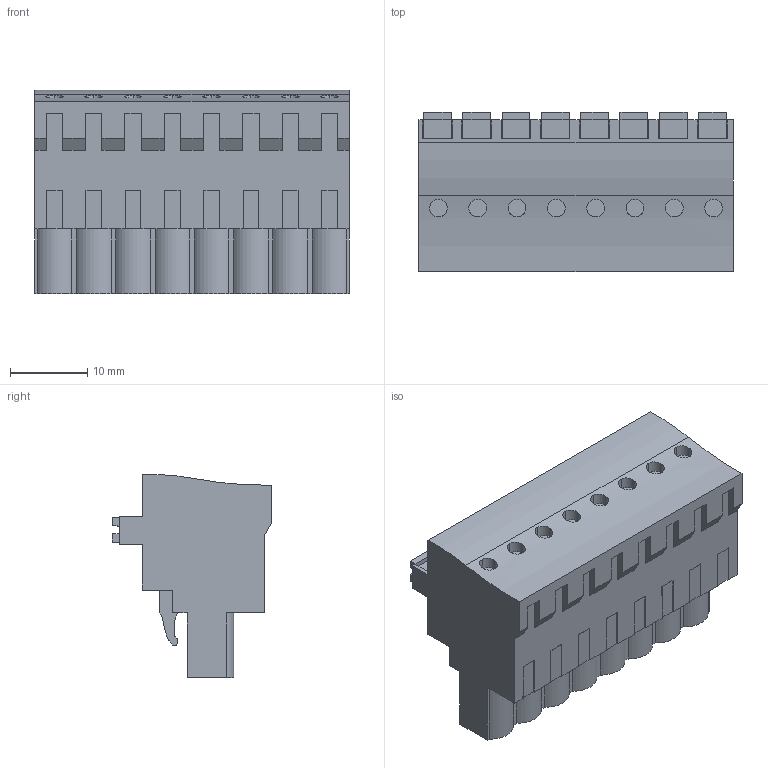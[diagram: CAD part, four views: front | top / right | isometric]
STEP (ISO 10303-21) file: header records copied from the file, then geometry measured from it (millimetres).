
FILE_DESCRIPTION(('CATIA V5 STEP Exchange','CAx-IF Rec.Pracs.--- Model Styling and Organization---1.2---2011-12-15'),'2;1');
FILE_NAME ('D1446170_0_1000090001_1000090001.stp','2017-09-08T12:13:13+00:00',('none'),('Weidmueller'),'CATIA Version 5-6 Release 2014','CATIA V5 STEP AP214','none');
FILE_SCHEMA(('AUTOMOTIVE_DESIGN { 1 0 10303 214 1 1 1 1 }'));
Length unit declared in the file: millimetre
Products named in the file (1): 1000090001
Bounding box: 40.64 x 20.64 x 26.24 mm (x, y, z)
Volume: 12409.8 mm3; surface area: 5598.1 mm2
Topology: 9 solids, 9 shells, 543 faces, 1560 edges, 1067 vertices
Faces by surface type: plane 439, cylinder 96, extrusion 8
Entity records: 16678 total; most frequent: CARTESIAN_POINT 3300, ORIENTED_EDGE 3120, DIRECTION 2151, EDGE_CURVE 1560, VECTOR 1325, LINE 1317, VERTEX_POINT 1067, EDGE_LOOP 575
